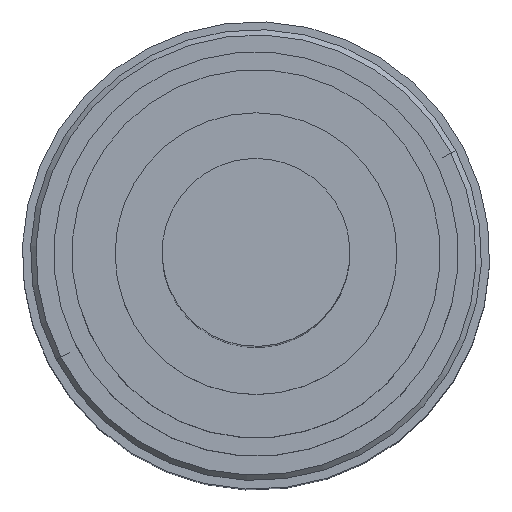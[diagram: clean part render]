
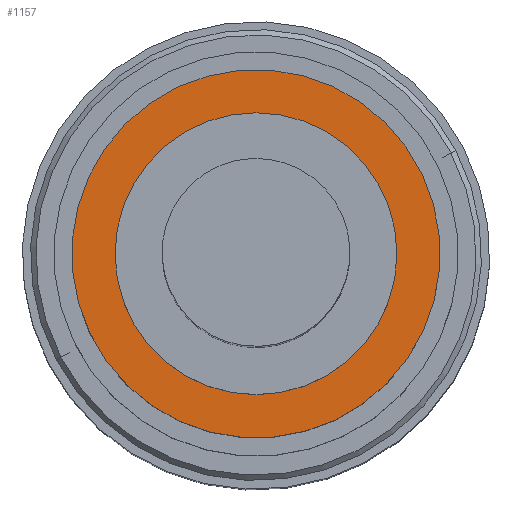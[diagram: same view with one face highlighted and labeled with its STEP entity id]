
A CAD part, top view. The second image highlights one B-rep face of the part: STEP entity #1157.
In plain terms, the highlighted planar face has unit normal (0, 0, 1).
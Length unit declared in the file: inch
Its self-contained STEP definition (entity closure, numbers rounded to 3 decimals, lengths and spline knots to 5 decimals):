
#8 = CIRCLE ( 'NONE', #1093, 0.1875 ) ;
#17 = PLANE ( 'NONE',  #1169 ) ;
#40 = DIRECTION ( 'NONE',  ( -0.429, 0.903, 0. ) ) ;
#102 = EDGE_LOOP ( 'NONE', ( #319, #976 ) ) ;
#164 = CARTESIAN_POINT ( 'NONE',  ( 0., 0., 1.13 ) ) ;
#218 = FACE_OUTER_BOUND ( 'NONE', #102, .T. ) ;
#248 = AXIS2_PLACEMENT_3D ( 'NONE', #1496, #638, #768 ) ;
#277 = ORIENTED_EDGE ( 'NONE', *, *, #836, .T. ) ;
#288 = VERTEX_POINT ( 'NONE', #675 ) ;
#319 = ORIENTED_EDGE ( 'NONE', *, *, #438, .T. ) ;
#414 = CARTESIAN_POINT ( 'NONE',  ( 0.10519, -0.22127, 1.13 ) ) ;
#427 = AXIS2_PLACEMENT_3D ( 'NONE', #164, #1087, #40 ) ;
#438 = EDGE_CURVE ( 'NONE', #968, #1306, #977, .T. ) ;
#462 = DIRECTION ( 'NONE',  ( -0.429, 0.903, 0. ) ) ;
#500 = DIRECTION ( 'NONE',  ( 0., 0., -1. ) ) ;
#532 = DIRECTION ( 'NONE',  ( 0., 0., 1. ) ) ;
#638 = DIRECTION ( 'NONE',  ( 0., 0., -1. ) ) ;
#670 = VERTEX_POINT ( 'NONE', #959 ) ;
#675 = CARTESIAN_POINT ( 'NONE',  ( 0., 0.1875, 1.13 ) ) ;
#712 = EDGE_CURVE ( 'NONE', #670, #288, #8, .T. ) ;
#749 = DIRECTION ( 'NONE',  ( 0., 1., 0. ) ) ;
#768 = DIRECTION ( 'NONE',  ( 0., 1., 0. ) ) ;
#820 = CARTESIAN_POINT ( 'NONE',  ( -0.10519, 0.22127, 1.13 ) ) ;
#836 = EDGE_CURVE ( 'NONE', #288, #670, #963, .T. ) ;
#844 = EDGE_CURVE ( 'NONE', #1306, #968, #1317, .T. ) ;
#860 = CARTESIAN_POINT ( 'NONE',  ( 0., 0., 1.13 ) ) ;
#948 = DIRECTION ( 'NONE',  ( 0., 0., 1. ) ) ;
#959 = CARTESIAN_POINT ( 'NONE',  ( 0., -0.1875, 1.13 ) ) ;
#963 = CIRCLE ( 'NONE', #248, 0.1875 ) ;
#968 = VERTEX_POINT ( 'NONE', #820 ) ;
#976 = ORIENTED_EDGE ( 'NONE', *, *, #844, .T. ) ;
#977 = CIRCLE ( 'NONE', #427, 0.245 ) ;
#987 = ORIENTED_EDGE ( 'NONE', *, *, #712, .T. ) ;
#1006 = DIRECTION ( 'NONE',  ( -0.429, 0.903, 0. ) ) ;
#1064 = CARTESIAN_POINT ( 'NONE',  ( -0.05152, 0.10838, 1.13 ) ) ;
#1087 = DIRECTION ( 'NONE',  ( 0., 0., 1. ) ) ;
#1093 = AXIS2_PLACEMENT_3D ( 'NONE', #860, #500, #749 ) ;
#1119 = EDGE_LOOP ( 'NONE', ( #277, #987 ) ) ;
#1126 = CARTESIAN_POINT ( 'NONE',  ( 0., 0., 1.13 ) ) ;
#1157 = ADVANCED_FACE ( 'NONE', ( #1523, #218 ), #17, .T. ) ;
#1169 = AXIS2_PLACEMENT_3D ( 'NONE', #1064, #948, #462 ) ;
#1306 = VERTEX_POINT ( 'NONE', #414 ) ;
#1317 = CIRCLE ( 'NONE', #1447, 0.245 ) ;
#1447 = AXIS2_PLACEMENT_3D ( 'NONE', #1126, #532, #1006 ) ;
#1496 = CARTESIAN_POINT ( 'NONE',  ( 0., 0., 1.13 ) ) ;
#1523 = FACE_BOUND ( 'NONE', #1119, .T. ) ;
